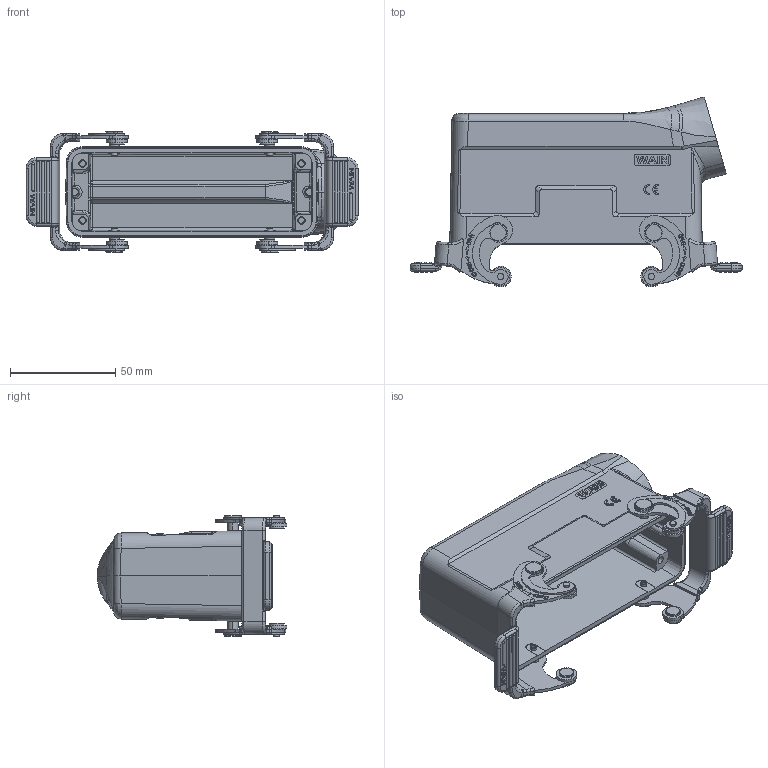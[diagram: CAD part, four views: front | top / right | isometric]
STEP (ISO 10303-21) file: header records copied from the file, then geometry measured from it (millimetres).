
FILE_DESCRIPTION((''),'2;1');
FILE_NAME('3D_1111245411001_W24B-SE-2L_SC-','2023-12-09T',('p.yu'),(''),'PRO/ENGINEER BY PARAMETRIC TECHNOLOGY CORPORATION, 2012480','PRO/ENGINEER BY PARAMETRIC TECHNOLOGY CORPORATION, 2012480','');
FILE_SCHEMA(('CONFIG_CONTROL_DESIGN'));
Products named in the file (1): 3D_1111245411001_W24B-SE-2L_SC-
Bounding box: 157.8 x 90.24 x 57.5 mm (x, y, z)
Volume: 92344.9 mm3; surface area: 61426.9 mm2
Topology: 1 solids, 1 shells, 1571 faces, 4240 edges, 2816 vertices
Faces by surface type: plane 775, cylinder 373, extrusion 154, bspline 106, torus 64, cone 52, sphere 46, revolution 1
Entity records: 56277 total; most frequent: CARTESIAN_POINT 17481, ORIENTED_EDGE 8432, DIRECTION 7372, EDGE_CURVE 4216, VERTEX_POINT 2816, VECTOR 2501, AXIS2_PLACEMENT_3D 2435, LINE 2347
